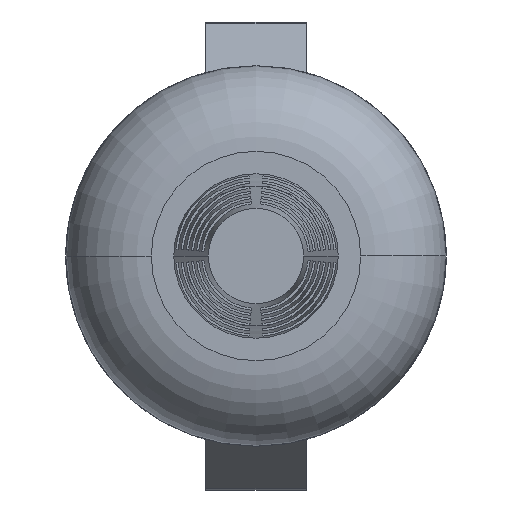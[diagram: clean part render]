
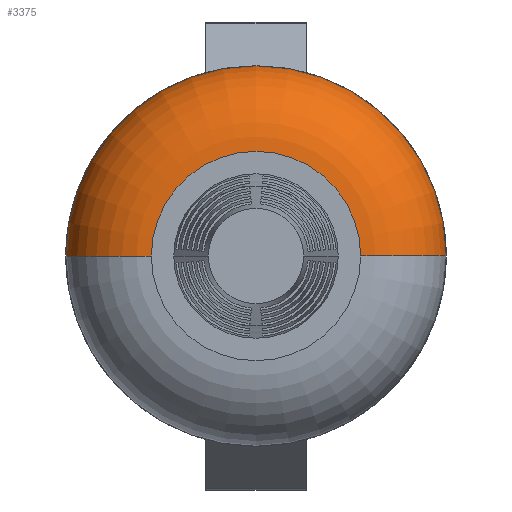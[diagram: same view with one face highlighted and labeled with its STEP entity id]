
A CAD part, left-side view. The second image highlights one B-rep face of the part: STEP entity #3375.
In plain terms, the highlighted toroidal (fillet/blend) face has major radius 5.5 mm and minor radius 4.5 mm.
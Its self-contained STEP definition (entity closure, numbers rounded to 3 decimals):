
#44 = EDGE_CURVE ( 'NONE', #4785, #5770, #6007, .T. ) ;
#95 = CARTESIAN_POINT ( 'NONE',  ( -27.2, 0., 0. ) ) ;
#430 = EDGE_CURVE ( 'NONE', #4785, #2681, #3739, .T. ) ;
#672 = AXIS2_PLACEMENT_3D ( 'NONE', #95, #4519, #2166 ) ;
#1241 = CARTESIAN_POINT ( 'NONE',  ( -31.7, -5.5, 0. ) ) ;
#1276 = DIRECTION ( 'NONE',  ( -1., 0., 0. ) ) ;
#1328 = DIRECTION ( 'NONE',  ( 0., 1., 0. ) ) ;
#1364 = DIRECTION ( 'NONE',  ( 1., 0., 0. ) ) ;
#1501 = ORIENTED_EDGE ( 'NONE', *, *, #44, .T. ) ;
#1508 = TOROIDAL_SURFACE ( 'NONE', #672, 5.5, 4.5 ) ;
#1729 = EDGE_LOOP ( 'NONE', ( #1501, #3791, #6067, #5312 ) ) ;
#1956 = CARTESIAN_POINT ( 'NONE',  ( -27.2, 10., 0. ) ) ;
#1962 = CIRCLE ( 'NONE', #2862, 4.5 ) ;
#2166 = DIRECTION ( 'NONE',  ( 0., 1., 0. ) ) ;
#2232 = EDGE_CURVE ( 'NONE', #2681, #4383, #3175, .T. ) ;
#2562 = CARTESIAN_POINT ( 'NONE',  ( -27.2, -10., 0. ) ) ;
#2681 = VERTEX_POINT ( 'NONE', #1956 ) ;
#2862 = AXIS2_PLACEMENT_3D ( 'NONE', #6272, #3364, #4820 ) ;
#3175 = CIRCLE ( 'NONE', #6200, 10. ) ;
#3231 = CARTESIAN_POINT ( 'NONE',  ( -31.7, 5.5, 0. ) ) ;
#3364 = DIRECTION ( 'NONE',  ( 0., 0., 1. ) ) ;
#3375 = ADVANCED_FACE ( 'NONE', ( #5000 ), #1508, .T. ) ;
#3724 = CARTESIAN_POINT ( 'NONE',  ( -31.7, 0., 0. ) ) ;
#3738 = CARTESIAN_POINT ( 'NONE',  ( -27.2, 5.5, 0. ) ) ;
#3739 = CIRCLE ( 'NONE', #4213, 4.5 ) ;
#3791 = ORIENTED_EDGE ( 'NONE', *, *, #5963, .T. ) ;
#4213 = AXIS2_PLACEMENT_3D ( 'NONE', #3738, #4836, #1276 ) ;
#4229 = CARTESIAN_POINT ( 'NONE',  ( -27.2, 0., 0. ) ) ;
#4310 = DIRECTION ( 'NONE',  ( 1., 0., 0. ) ) ;
#4383 = VERTEX_POINT ( 'NONE', #2562 ) ;
#4519 = DIRECTION ( 'NONE',  ( 1., 0., 0. ) ) ;
#4785 = VERTEX_POINT ( 'NONE', #3231 ) ;
#4820 = DIRECTION ( 'NONE',  ( 0., -1., 0. ) ) ;
#4836 = DIRECTION ( 'NONE',  ( 0., 0., -1. ) ) ;
#5000 = FACE_OUTER_BOUND ( 'NONE', #1729, .T. ) ;
#5312 = ORIENTED_EDGE ( 'NONE', *, *, #430, .F. ) ;
#5582 = DIRECTION ( 'NONE',  ( 0., 1., 0. ) ) ;
#5745 = AXIS2_PLACEMENT_3D ( 'NONE', #3724, #4310, #5582 ) ;
#5770 = VERTEX_POINT ( 'NONE', #1241 ) ;
#5963 = EDGE_CURVE ( 'NONE', #5770, #4383, #1962, .T. ) ;
#6007 = CIRCLE ( 'NONE', #5745, 5.5 ) ;
#6067 = ORIENTED_EDGE ( 'NONE', *, *, #2232, .F. ) ;
#6200 = AXIS2_PLACEMENT_3D ( 'NONE', #4229, #1364, #1328 ) ;
#6272 = CARTESIAN_POINT ( 'NONE',  ( -27.2, -5.5, 0. ) ) ;
